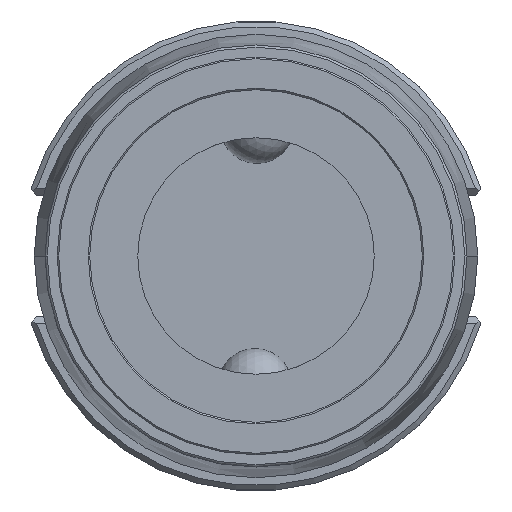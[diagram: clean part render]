
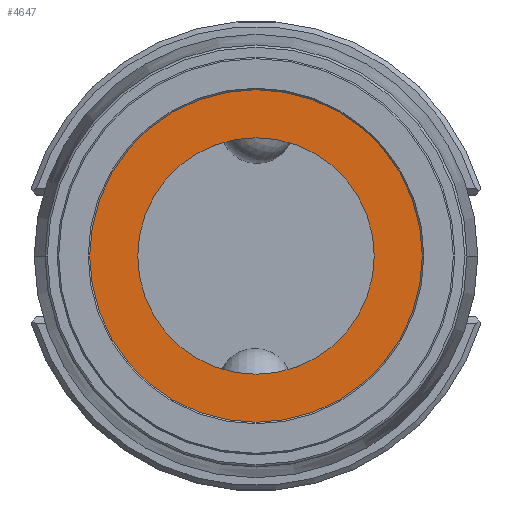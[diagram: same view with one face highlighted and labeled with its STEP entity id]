
A CAD part, front view. The second image highlights one B-rep face of the part: STEP entity #4647.
In plain terms, the highlighted planar face has unit normal (0, -1, 0).
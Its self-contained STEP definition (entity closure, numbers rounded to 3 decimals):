
#1833=CARTESIAN_POINT('',(0.,0.,0.));
#1834=DIRECTION('',(0.,-1.,0.));
#1835=DIRECTION('',(1.,0.,0.));
#1836=AXIS2_PLACEMENT_3D('',#1833,#1834,#1835);
#1846=CARTESIAN_POINT('',(0.,0.,0.));
#1847=DIRECTION('',(0.,1.,0.));
#1848=DIRECTION('',(1.,0.,0.));
#1849=AXIS2_PLACEMENT_3D('',#1846,#1847,#1848);
#1861=CARTESIAN_POINT('',(0.,0.,0.));
#1862=DIRECTION('',(0.,-1.,0.));
#1863=DIRECTION('',(1.,0.,0.));
#1864=AXIS2_PLACEMENT_3D('',#1861,#1862,#1863);
#1866=CARTESIAN_POINT('',(0.,0.,0.));
#1867=DIRECTION('',(0.,1.,0.));
#1868=DIRECTION('',(1.,0.,0.));
#1869=AXIS2_PLACEMENT_3D('',#1866,#1867,#1868);
#2469=CARTESIAN_POINT('',(16.,0.,0.));
#2470=CARTESIAN_POINT('',(-16.,0.,0.));
#2471=VERTEX_POINT('',#2469);
#2472=VERTEX_POINT('',#2470);
#2473=CARTESIAN_POINT('',(22.5,0.,0.));
#2474=CARTESIAN_POINT('',(-22.5,0.,0.));
#2475=VERTEX_POINT('',#2473);
#2476=VERTEX_POINT('',#2474);
#4632=CARTESIAN_POINT('',(0.,0.,0.));
#4633=DIRECTION('',(0.,-1.,0.));
#4634=DIRECTION('',(-1.,0.,0.));
#4635=AXIS2_PLACEMENT_3D('',#4632,#4633,#4634);
#4636=PLANE('',#4635);
#4637=ORIENTED_EDGE('',*,*,#4615,.T.);
#4638=ORIENTED_EDGE('',*,*,#4601,.F.);
#4639=EDGE_LOOP('',(#4637,#4638));
#4640=FACE_OUTER_BOUND('',#4639,.F.);
#4642=ORIENTED_EDGE('',*,*,#4641,.T.);
#4644=ORIENTED_EDGE('',*,*,#4643,.F.);
#4645=EDGE_LOOP('',(#4642,#4644));
#4646=FACE_BOUND('',#4645,.F.);
#4647=ADVANCED_FACE('',(#4640,#4646),#4636,.T.);
#1837=CIRCLE('',#1836,22.5);
#1850=CIRCLE('',#1849,22.5);
#1865=CIRCLE('',#1864,16.);
#1870=CIRCLE('',#1869,16.);
#4601=EDGE_CURVE('',#2475,#2476,#1837,.T.);
#4615=EDGE_CURVE('',#2475,#2476,#1850,.T.);
#4641=EDGE_CURVE('',#2471,#2472,#1865,.T.);
#4643=EDGE_CURVE('',#2471,#2472,#1870,.T.);
